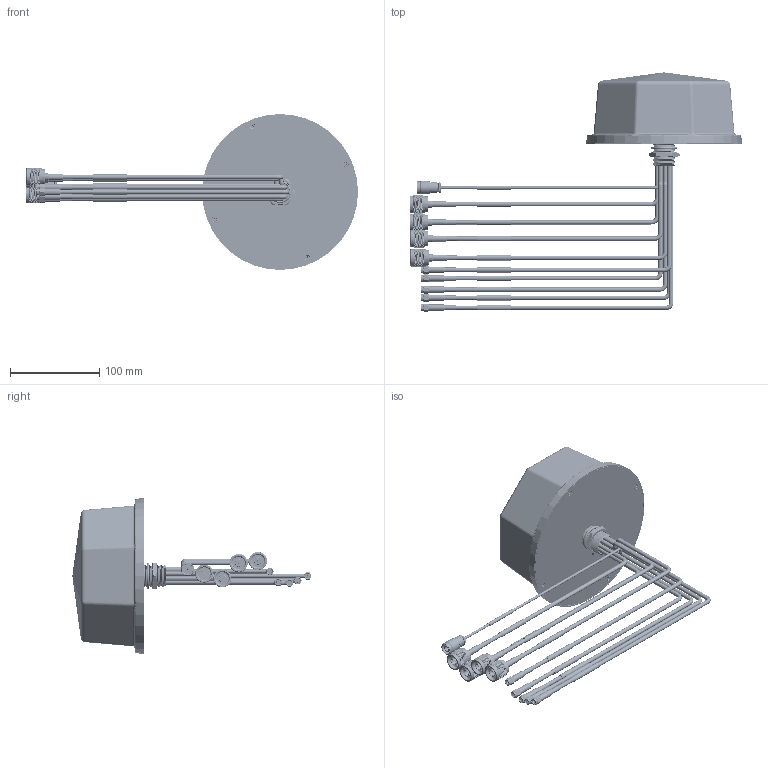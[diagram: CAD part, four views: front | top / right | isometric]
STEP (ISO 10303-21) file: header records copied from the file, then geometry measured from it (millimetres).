
FILE_DESCRIPTION (( 'STEP AP214' ), '1' );
FILE_NAME ('FMANOM1139_3D.step', '2023-08-04T23:35:40', ( '' ), ( '' ), 'SwSTEP 2.0', 'SolidWorks 2022', '' );
FILE_SCHEMA (( 'AUTOMOTIVE_DESIGN' ));
Length unit declared in the file: inch
Products named in the file (11): FMANOM1139_3D; LUOMU_M25^FMANOM1139; PE4329_cellular HS^FMANOM1139_CRIMPED; DIANLAN-451^FMANOM1139; CB441YD_01^FMANOM1139; KA3X10^FMANOM1139; PE4303^FMANOM1139; CB451YD_01^FMANOM1139; O-29X3^FMANOM1139; CB451YD_02^FMANOM1139; PE4769_WI-FI^FMANOM1139
Assembly tree (20 placements, depth 2):
  FMANOM1139_3D
    CB441YD_01^FMANOM1139
    CB451YD_01^FMANOM1139
    CB451YD_02^FMANOM1139
    KA3X10^FMANOM1139  x4
    DIANLAN-451^FMANOM1139
    O-29X3^FMANOM1139
    LUOMU_M25^FMANOM1139
    PE4303^FMANOM1139
    PE4329_cellular HS^FMANOM1139_CRIMPED  x4
    PE4769_WI-FI^FMANOM1139  x5
Bounding box: 372.83 x 268.79 x 175 mm (x, y, z)
Volume: 270253.9 mm3; surface area: 259116.3 mm2
Topology: 34 solids, 38 shells, 11130 faces, 24314 edges, 13362 vertices
Faces by surface type: bspline 7317, cylinder 2809, plane 476, cone 330, torus 190, sphere 8
Entity records: 129878 total; most frequent: CARTESIAN_POINT 79294, ORIENTED_EDGE 14100, EDGE_CURVE 7050, DIRECTION 5517, VERTEX_POINT 3936, EDGE_LOOP 3282, FACE_OUTER_BOUND 3210, ADVANCED_FACE 3210
